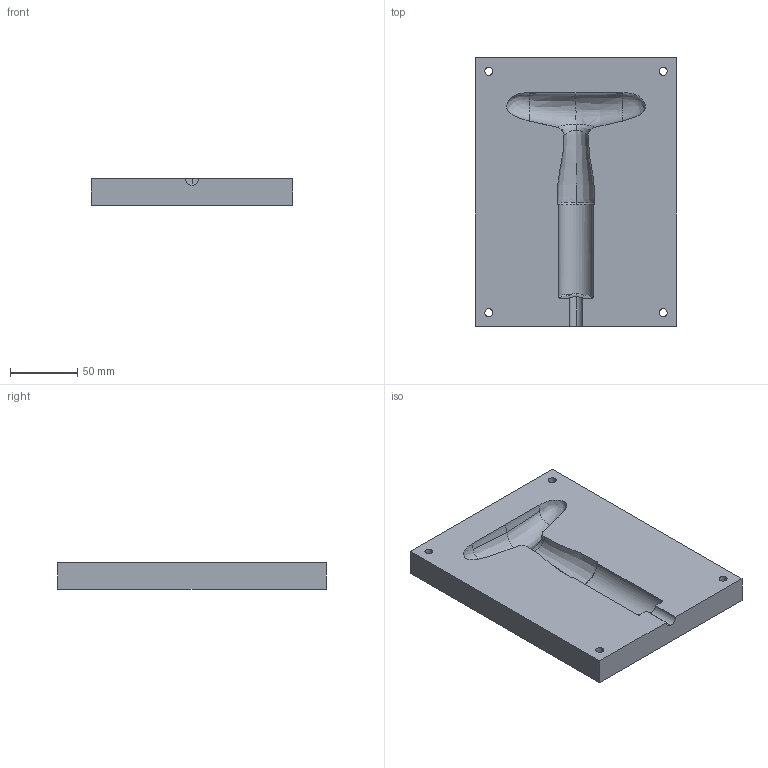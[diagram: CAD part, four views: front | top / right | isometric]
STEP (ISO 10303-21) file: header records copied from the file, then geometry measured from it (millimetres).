
FILE_DESCRIPTION (( 'STEP AP214' ), '1' );
FILE_NAME ('Moule Noyau inferieur.STEP', '2016-06-07T21:11:50', ( '' ), ( '' ), 'SwSTEP 2.0', 'SolidWorks 2014', '' );
FILE_SCHEMA (( 'AUTOMOTIVE_DESIGN' ));
Length unit declared in the file: millimetre
Products named in the file (1): Moule Noyau inferieur
Bounding box: 150 x 200 x 20 mm (x, y, z)
Volume: 538811 mm3; surface area: 79170.9 mm2
Topology: 1 solids, 1 shells, 33 faces, 96 edges, 65 vertices
Faces by surface type: bspline 14, cylinder 11, plane 8
Entity records: 15721 total; most frequent: CARTESIAN_POINT 14906, ORIENTED_EDGE 192, DIRECTION 118, EDGE_CURVE 96, VERTEX_POINT 65, AXIS2_PLACEMENT_3D 44, EDGE_LOOP 41, B_SPLINE_CURVE_WITH_KNOTS 36
